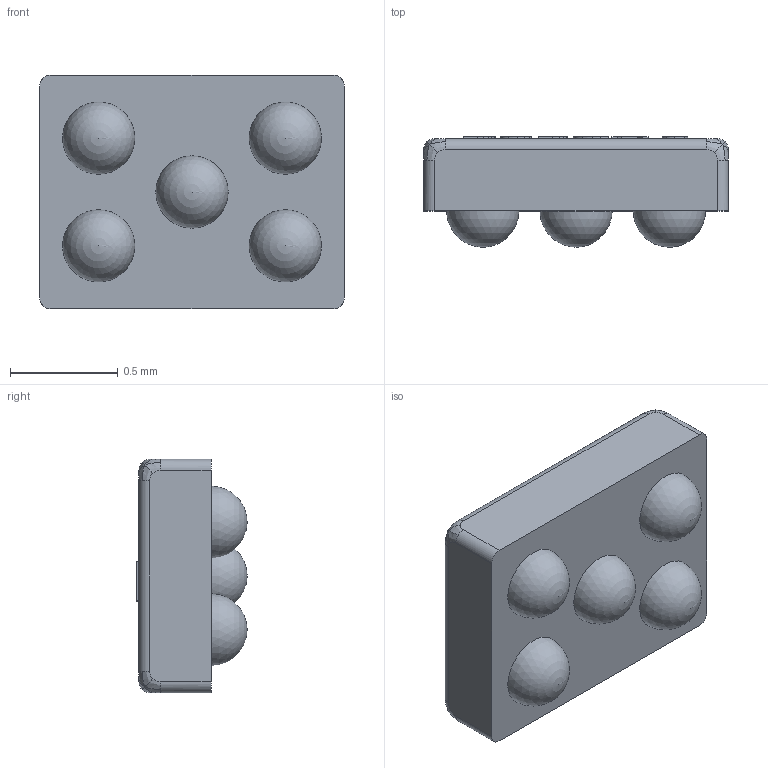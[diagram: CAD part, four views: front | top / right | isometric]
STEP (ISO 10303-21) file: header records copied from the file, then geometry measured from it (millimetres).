
FILE_DESCRIPTION(/* description */ (''),/* implementation_level */ '2;1');
FILE_NAME(/* name */ 'DSBGA_5-pin_0.5mm v4.step',/* time_stamp */ '2016-06-11T06:47:18-07:00',/* author */ (''),/* organization */ (''),/* preprocessor_version */ 'ST-DEVELOPER v16.5',/* originating_system */ 'Autodesk Translation Framework v5.0.0.3310',/* authorisation */ '');
FILE_SCHEMA (('AUTOMOTIVE_DESIGN { 1 0 10303 214 3 1 1 }'));
Length unit declared in the file: centimetre
Products named in the file (1): DSBGA_5-pin_0.5mm v4
Bounding box: 1.41 x 0.51 x 1.08 mm (x, y, z)
Volume: 0.6 mm3; surface area: 6.1 mm2
Topology: 12 solids, 12 shells, 214 faces, 578 edges, 383 vertices
Faces by surface type: bspline 137, plane 64, cylinder 8, sphere 5
Entity records: 8528 total; most frequent: CARTESIAN_POINT 4032, ORIENTED_EDGE 1126, EDGE_CURVE 563, DIRECTION 526, VERTEX_POINT 373, LINE 256, VECTOR 256, B_SPLINE_CURVE_WITH_KNOTS 250
